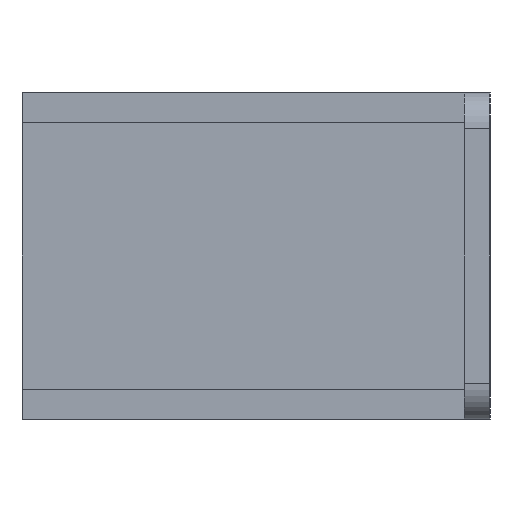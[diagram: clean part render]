
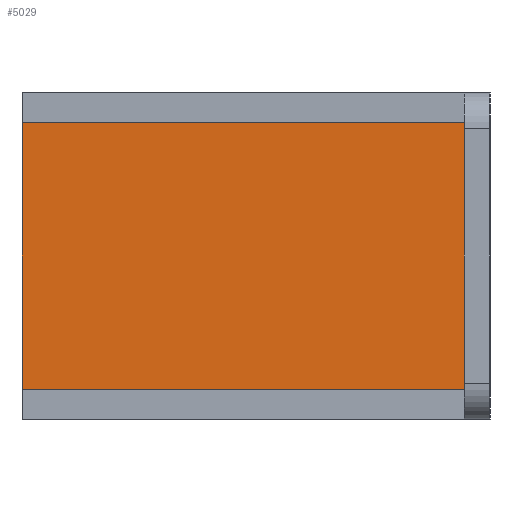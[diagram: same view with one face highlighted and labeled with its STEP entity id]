
A CAD part, left-side view. The second image highlights one B-rep face of the part: STEP entity #5029.
In plain terms, the highlighted planar face has unit normal (-1, 0, 0).
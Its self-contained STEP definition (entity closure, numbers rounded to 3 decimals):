
#44 = PLANE('',#45);
#45 = AXIS2_PLACEMENT_3D('',#46,#47,#48);
#46 = CARTESIAN_POINT('',(0.,0.,-0.018));
#47 = DIRECTION('',(0.,1.,0.));
#48 = DIRECTION('',(0.,0.,1.));
#1181 = VERTEX_POINT('',#1182);
#1182 = CARTESIAN_POINT('',(-95.4,0.,18.1));
#1196 = PLANE('',#1197);
#1197 = AXIS2_PLACEMENT_3D('',#1198,#1199,#1200);
#1198 = CARTESIAN_POINT('',(-95.4,0.,22.225));
#1199 = DIRECTION('',(-1.,0.,0.));
#1200 = DIRECTION('',(0.,0.,-1.));
#1208 = EDGE_CURVE('',#1181,#1209,#1211,.T.);
#1209 = VERTEX_POINT('',#1210);
#1210 = CARTESIAN_POINT('',(-95.4,0.,-18.1));
#1211 = SURFACE_CURVE('',#1212,(#1216,#1223),.PCURVE_S1.);
#1212 = LINE('',#1213,#1214);
#1213 = CARTESIAN_POINT('',(-95.4,0.,18.1));
#1214 = VECTOR('',#1215,1.);
#1215 = DIRECTION('',(0.,0.,-1.));
#1216 = PCURVE('',#44,#1217);
#1217 = DEFINITIONAL_REPRESENTATION('',(#1218),#1222);
#1218 = LINE('',#1219,#1220);
#1219 = CARTESIAN_POINT('',(18.118,-95.4));
#1220 = VECTOR('',#1221,1.);
#1221 = DIRECTION('',(-1.,0.));
#1222 = ( GEOMETRIC_REPRESENTATION_CONTEXT(2) 
PARAMETRIC_REPRESENTATION_CONTEXT() REPRESENTATION_CONTEXT('2D SPACE',''
  ) );
#1223 = PCURVE('',#1224,#1229);
#1224 = PLANE('',#1225);
#1225 = AXIS2_PLACEMENT_3D('',#1226,#1227,#1228);
#1226 = CARTESIAN_POINT('',(-95.4,0.,18.1));
#1227 = DIRECTION('',(-1.,0.,0.));
#1228 = DIRECTION('',(0.,0.,-1.));
#1229 = DEFINITIONAL_REPRESENTATION('',(#1230),#1234);
#1230 = LINE('',#1231,#1232);
#1231 = CARTESIAN_POINT('',(0.,0.));
#1232 = VECTOR('',#1233,1.);
#1233 = DIRECTION('',(1.,0.));
#1234 = ( GEOMETRIC_REPRESENTATION_CONTEXT(2) 
PARAMETRIC_REPRESENTATION_CONTEXT() REPRESENTATION_CONTEXT('2D SPACE',''
  ) );
#1252 = PLANE('',#1253);
#1253 = AXIS2_PLACEMENT_3D('',#1254,#1255,#1256);
#1254 = CARTESIAN_POINT('',(-95.4,0.,-18.1));
#1255 = DIRECTION('',(-1.,0.,0.));
#1256 = DIRECTION('',(0.,0.,-1.));
#4350 = PLANE('',#4351);
#4351 = AXIS2_PLACEMENT_3D('',#4352,#4353,#4354);
#4352 = CARTESIAN_POINT('',(-27.357,60.,-10.724));
#4353 = DIRECTION('',(0.,1.,0.));
#4354 = DIRECTION('',(0.,0.,1.));
#4984 = EDGE_CURVE('',#1209,#4985,#4987,.T.);
#4985 = VERTEX_POINT('',#4986);
#4986 = CARTESIAN_POINT('',(-95.4,60.,-18.1));
#4987 = SURFACE_CURVE('',#4988,(#4992,#4999),.PCURVE_S1.);
#4988 = LINE('',#4989,#4990);
#4989 = CARTESIAN_POINT('',(-95.4,0.,-18.1));
#4990 = VECTOR('',#4991,1.);
#4991 = DIRECTION('',(0.,1.,0.));
#4992 = PCURVE('',#1252,#4993);
#4993 = DEFINITIONAL_REPRESENTATION('',(#4994),#4998);
#4994 = LINE('',#4995,#4996);
#4995 = CARTESIAN_POINT('',(0.,0.));
#4996 = VECTOR('',#4997,1.);
#4997 = DIRECTION('',(0.,-1.));
#4998 = ( GEOMETRIC_REPRESENTATION_CONTEXT(2) 
PARAMETRIC_REPRESENTATION_CONTEXT() REPRESENTATION_CONTEXT('2D SPACE',''
  ) );
#4999 = PCURVE('',#1224,#5000);
#5000 = DEFINITIONAL_REPRESENTATION('',(#5001),#5005);
#5001 = LINE('',#5002,#5003);
#5002 = CARTESIAN_POINT('',(36.2,0.));
#5003 = VECTOR('',#5004,1.);
#5004 = DIRECTION('',(0.,-1.));
#5005 = ( GEOMETRIC_REPRESENTATION_CONTEXT(2) 
PARAMETRIC_REPRESENTATION_CONTEXT() REPRESENTATION_CONTEXT('2D SPACE',''
  ) );
#5029 = ADVANCED_FACE('',(#5030),#1224,.T.);
#5030 = FACE_BOUND('',#5031,.T.);
#5031 = EDGE_LOOP('',(#5032,#5055,#5076,#5077));
#5032 = ORIENTED_EDGE('',*,*,#5033,.T.);
#5033 = EDGE_CURVE('',#1181,#5034,#5036,.T.);
#5034 = VERTEX_POINT('',#5035);
#5035 = CARTESIAN_POINT('',(-95.4,60.,18.1));
#5036 = SURFACE_CURVE('',#5037,(#5041,#5048),.PCURVE_S1.);
#5037 = LINE('',#5038,#5039);
#5038 = CARTESIAN_POINT('',(-95.4,0.,18.1));
#5039 = VECTOR('',#5040,1.);
#5040 = DIRECTION('',(0.,1.,0.));
#5041 = PCURVE('',#1224,#5042);
#5042 = DEFINITIONAL_REPRESENTATION('',(#5043),#5047);
#5043 = LINE('',#5044,#5045);
#5044 = CARTESIAN_POINT('',(0.,0.));
#5045 = VECTOR('',#5046,1.);
#5046 = DIRECTION('',(0.,-1.));
#5047 = ( GEOMETRIC_REPRESENTATION_CONTEXT(2) 
PARAMETRIC_REPRESENTATION_CONTEXT() REPRESENTATION_CONTEXT('2D SPACE',''
  ) );
#5048 = PCURVE('',#1196,#5049);
#5049 = DEFINITIONAL_REPRESENTATION('',(#5050),#5054);
#5050 = LINE('',#5051,#5052);
#5051 = CARTESIAN_POINT('',(4.125,0.));
#5052 = VECTOR('',#5053,1.);
#5053 = DIRECTION('',(0.,-1.));
#5054 = ( GEOMETRIC_REPRESENTATION_CONTEXT(2) 
PARAMETRIC_REPRESENTATION_CONTEXT() REPRESENTATION_CONTEXT('2D SPACE',''
  ) );
#5055 = ORIENTED_EDGE('',*,*,#5056,.T.);
#5056 = EDGE_CURVE('',#5034,#4985,#5057,.T.);
#5057 = SURFACE_CURVE('',#5058,(#5062,#5069),.PCURVE_S1.);
#5058 = LINE('',#5059,#5060);
#5059 = CARTESIAN_POINT('',(-95.4,60.,18.1));
#5060 = VECTOR('',#5061,1.);
#5061 = DIRECTION('',(0.,0.,-1.));
#5062 = PCURVE('',#1224,#5063);
#5063 = DEFINITIONAL_REPRESENTATION('',(#5064),#5068);
#5064 = LINE('',#5065,#5066);
#5065 = CARTESIAN_POINT('',(0.,-60.));
#5066 = VECTOR('',#5067,1.);
#5067 = DIRECTION('',(1.,0.));
#5068 = ( GEOMETRIC_REPRESENTATION_CONTEXT(2) 
PARAMETRIC_REPRESENTATION_CONTEXT() REPRESENTATION_CONTEXT('2D SPACE',''
  ) );
#5069 = PCURVE('',#4350,#5070);
#5070 = DEFINITIONAL_REPRESENTATION('',(#5071),#5075);
#5071 = LINE('',#5072,#5073);
#5072 = CARTESIAN_POINT('',(28.824,-68.043));
#5073 = VECTOR('',#5074,1.);
#5074 = DIRECTION('',(-1.,0.));
#5075 = ( GEOMETRIC_REPRESENTATION_CONTEXT(2) 
PARAMETRIC_REPRESENTATION_CONTEXT() REPRESENTATION_CONTEXT('2D SPACE',''
  ) );
#5076 = ORIENTED_EDGE('',*,*,#4984,.F.);
#5077 = ORIENTED_EDGE('',*,*,#1208,.F.);
